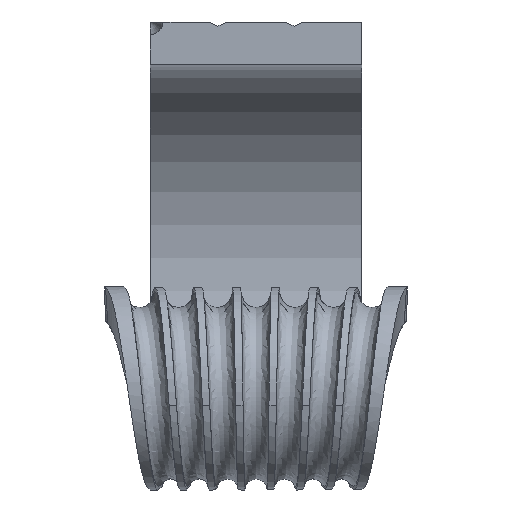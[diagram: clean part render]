
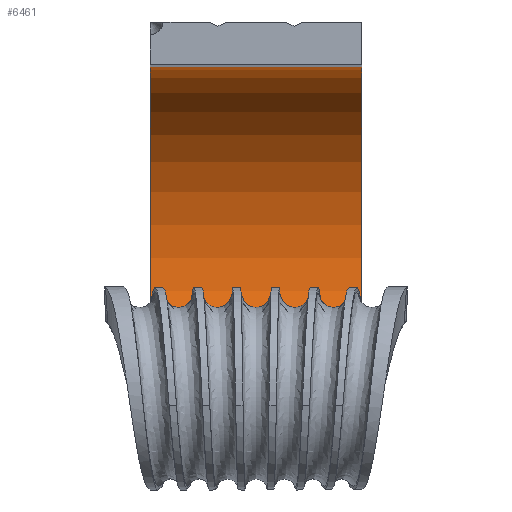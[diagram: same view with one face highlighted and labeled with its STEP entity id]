
A CAD part, top view. The second image highlights one B-rep face of the part: STEP entity #6461.
In plain terms, the highlighted cylindrical face has radius 45 mm (diameter 90 mm), a partial arc.
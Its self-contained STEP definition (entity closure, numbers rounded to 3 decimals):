
#305 = VERTEX_POINT ( 'NONE', #11969 ) ;
#474 = ORIENTED_EDGE ( 'NONE', *, *, #9042, .T. ) ;
#694 = DIRECTION ( 'NONE',  ( -1., 0., 0. ) ) ;
#1053 = DIRECTION ( 'NONE',  ( 0., 0., 1. ) ) ;
#2491 = DIRECTION ( 'NONE',  ( -1., 0., 0. ) ) ;
#3371 = VECTOR ( 'NONE', #17270, 1000. ) ;
#3412 = EDGE_LOOP ( 'NONE', ( #17203, #6094, #5811, #474 ) ) ;
#4028 = CYLINDRICAL_SURFACE ( 'NONE', #8406, 45. ) ;
#4528 = VERTEX_POINT ( 'NONE', #9639 ) ;
#4931 = DIRECTION ( 'NONE',  ( 0., 1., 0. ) ) ;
#5100 = DIRECTION ( 'NONE',  ( -1., 0., 0. ) ) ;
#5319 = CARTESIAN_POINT ( 'NONE',  ( -25., -45., -145. ) ) ;
#5627 = EDGE_CURVE ( 'NONE', #4528, #9734, #9649, .T. ) ;
#5811 = ORIENTED_EDGE ( 'NONE', *, *, #12728, .F. ) ;
#6094 = ORIENTED_EDGE ( 'NONE', *, *, #12896, .F. ) ;
#6345 = DIRECTION ( 'NONE',  ( 0., 1., 0. ) ) ;
#6461 = ADVANCED_FACE ( 'NONE', ( #6581 ), #4028, .F. ) ;
#6496 = CARTESIAN_POINT ( 'NONE',  ( -25., 45., -145. ) ) ;
#6581 = FACE_OUTER_BOUND ( 'NONE', #3412, .T. ) ;
#7808 = LINE ( 'NONE', #5319, #11695 ) ;
#7944 = AXIS2_PLACEMENT_3D ( 'NONE', #14566, #11652, #4931 ) ;
#8295 = CARTESIAN_POINT ( 'NONE',  ( 25., -45., -145. ) ) ;
#8406 = AXIS2_PLACEMENT_3D ( 'NONE', #10573, #5100, #1053 ) ;
#9042 = EDGE_CURVE ( 'NONE', #305, #4528, #14085, .T. ) ;
#9639 = CARTESIAN_POINT ( 'NONE',  ( -25., 45., -145. ) ) ;
#9649 = CIRCLE ( 'NONE', #16068, 45. ) ;
#9734 = VERTEX_POINT ( 'NONE', #16688 ) ;
#10573 = CARTESIAN_POINT ( 'NONE',  ( 0., 0., -145. ) ) ;
#11646 = VERTEX_POINT ( 'NONE', #8295 ) ;
#11652 = DIRECTION ( 'NONE',  ( -1., 0., 0. ) ) ;
#11695 = VECTOR ( 'NONE', #2491, 1000. ) ;
#11969 = CARTESIAN_POINT ( 'NONE',  ( 25., 45., -145. ) ) ;
#12728 = EDGE_CURVE ( 'NONE', #305, #11646, #14046, .T. ) ;
#12896 = EDGE_CURVE ( 'NONE', #11646, #9734, #7808, .T. ) ;
#14046 = CIRCLE ( 'NONE', #7944, 45. ) ;
#14085 = LINE ( 'NONE', #6496, #3371 ) ;
#14566 = CARTESIAN_POINT ( 'NONE',  ( 25., 0., -145. ) ) ;
#15812 = CARTESIAN_POINT ( 'NONE',  ( -25., 0., -145. ) ) ;
#16068 = AXIS2_PLACEMENT_3D ( 'NONE', #15812, #694, #6345 ) ;
#16688 = CARTESIAN_POINT ( 'NONE',  ( -25., -45., -145. ) ) ;
#17203 = ORIENTED_EDGE ( 'NONE', *, *, #5627, .T. ) ;
#17270 = DIRECTION ( 'NONE',  ( -1., 0., 0. ) ) ;
